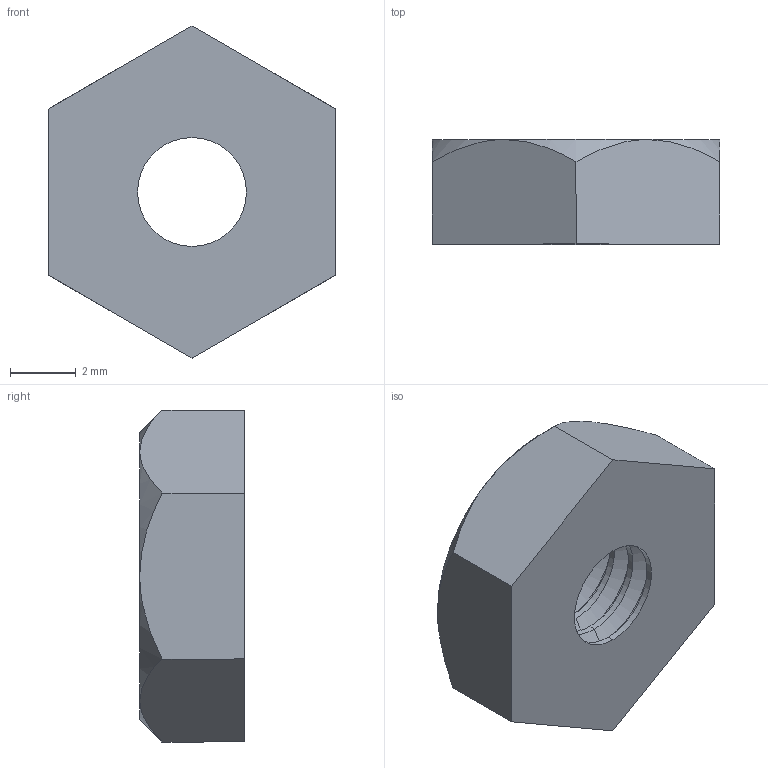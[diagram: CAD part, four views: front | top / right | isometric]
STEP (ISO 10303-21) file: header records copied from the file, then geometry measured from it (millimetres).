
FILE_DESCRIPTION (( 'STEP AP203' ), '1' );
FILE_NAME ('90480A009.step', '2006-06-23T12:56:50', ( ' ' ), ( ' ' ), 'SwSTEP 2.0', 'SolidWorks 2003314', '' );
FILE_SCHEMA (( 'CONFIG_CONTROL_DESIGN' ));
Length unit declared in the file: inch
Products named in the file (1): 90480A009
Bounding box: 8.73 x 3.17 x 10.08 mm (x, y, z)
Volume: 174 mm3; surface area: 261.1 mm2
Topology: 1 solids, 1 shells, 49 faces, 102 edges, 55 vertices
Faces by surface type: cone 25, cylinder 16, plane 8
Entity records: 1402 total; most frequent: CARTESIAN_POINT 283, DIRECTION 233, ORIENTED_EDGE 204, EDGE_CURVE 102, AXIS2_PLACEMENT_3D 93, VERTEX_POINT 55, EDGE_LOOP 51, ADVANCED_FACE 49
